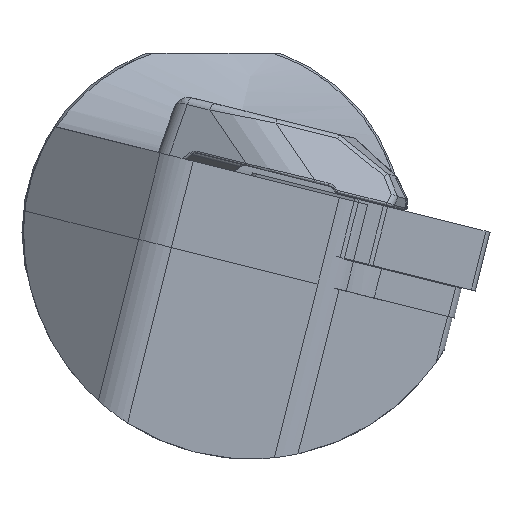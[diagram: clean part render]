
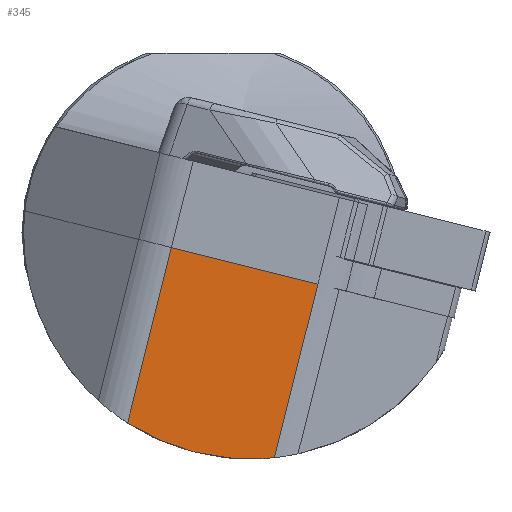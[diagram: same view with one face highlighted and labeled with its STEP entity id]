
A CAD part, left-side view. The second image highlights one B-rep face of the part: STEP entity #345.
In plain terms, the highlighted planar face has unit normal (-1, -0.003, -0.001).
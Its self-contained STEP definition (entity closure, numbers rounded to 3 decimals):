
#239=ELLIPSE('',#2165,23.75,23.75);
#345=ADVANCED_FACE('',(#509),#453,.F.);
#453=PLANE('',#2201);
#509=FACE_OUTER_BOUND('',#628,.T.);
#628=EDGE_LOOP('',(#946,#947,#948,#949));
#946=ORIENTED_EDGE('',*,*,#1675,.F.);
#947=ORIENTED_EDGE('',*,*,#1618,.T.);
#948=ORIENTED_EDGE('',*,*,#1674,.T.);
#949=ORIENTED_EDGE('',*,*,#1608,.T.);
#1421=VERTEX_POINT('',#3067);
#1422=VERTEX_POINT('',#3069);
#1430=VERTEX_POINT('',#3106);
#1431=VERTEX_POINT('',#3107);
#1608=EDGE_CURVE('',#1422,#1421,#239,.T.);
#1618=EDGE_CURVE('',#1430,#1431,#1892,.T.);
#1674=EDGE_CURVE('',#1431,#1422,#1906,.T.);
#1675=EDGE_CURVE('',#1430,#1421,#1907,.T.);
#1892=LINE('',#3105,#2028);
#1906=LINE('',#3662,#2042);
#1907=LINE('',#3664,#2043);
#2028=VECTOR('',#2433,1.);
#2042=VECTOR('',#2505,1.);
#2043=VECTOR('',#2508,1.);
#2165=AXIS2_PLACEMENT_3D('',#3068,#2418,#2419);
#2201=AXIS2_PLACEMENT_3D('',#3665,#2509,#2510);
#2418=DIRECTION('',(-1.,-0.003,-0.001));
#2419=DIRECTION('',(-0.003,0.97,0.242));
#2433=DIRECTION('',(-0.003,0.97,0.242));
#2505=DIRECTION('',(0.,0.242,-0.97));
#2508=DIRECTION('',(0.,0.242,-0.97));
#2509=DIRECTION('',(1.,0.003,0.001));
#2510=DIRECTION('',(-0.003,1.,0.));
#3067=CARTESIAN_POINT('',(0.453,-6.43,-23.615));
#3068=CARTESIAN_POINT('',(0.431,-3.9,0.));
#3069=CARTESIAN_POINT('',(0.41,8.933,-19.985));
#3105=CARTESIAN_POINT('',(0.41,4.353,-1.615));
#3106=CARTESIAN_POINT('',(0.453,-10.964,-5.433));
#3107=CARTESIAN_POINT('',(0.41,4.353,-1.615));
#3662=CARTESIAN_POINT('',(0.41,-113.899,472.668));
#3664=CARTESIAN_POINT('',(0.453,-129.215,468.849));
#3665=CARTESIAN_POINT('',(0.41,-113.899,472.668));
